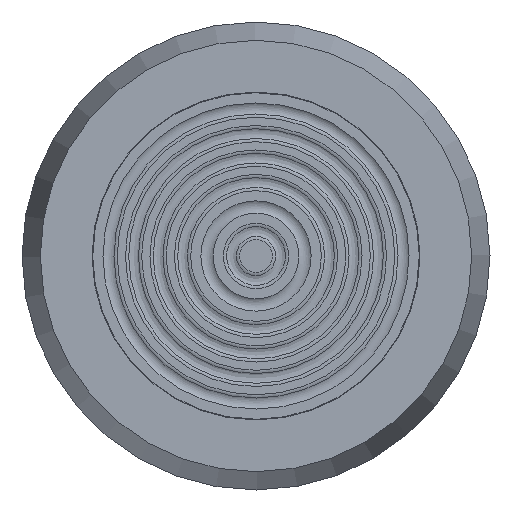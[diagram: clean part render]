
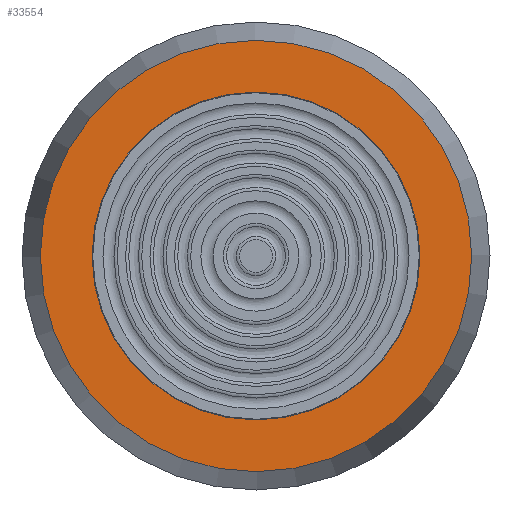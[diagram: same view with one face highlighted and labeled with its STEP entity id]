
A CAD part, left-side view. The second image highlights one B-rep face of the part: STEP entity #33554.
In plain terms, the highlighted planar face has unit normal (-1, 0, 0).
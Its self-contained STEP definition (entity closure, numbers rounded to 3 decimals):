
#832=FACE_BOUND('',#5595,.T.);
#1864=PLANE('',#35920);
#3645=FACE_OUTER_BOUND('',#5594,.T.);
#5594=EDGE_LOOP('',(#31352));
#5595=EDGE_LOOP('',(#31353));
#6408=CIRCLE('',#35911,24.);
#6413=CIRCLE('',#35921,31.571);
#16725=VERTEX_POINT('',#94664);
#16727=VERTEX_POINT('',#94677);
#21610=EDGE_CURVE('',#16725,#16725,#6408,.T.);
#21616=EDGE_CURVE('',#16727,#16727,#6413,.T.);
#31352=ORIENTED_EDGE('',*,*,#21616,.F.);
#31353=ORIENTED_EDGE('',*,*,#21610,.T.);
#33554=ADVANCED_FACE('',(#3645,#832),#1864,.T.);
#35911=AXIS2_PLACEMENT_3D('',#94665,#43488,#43489);
#35920=AXIS2_PLACEMENT_3D('',#94676,#43507,#43508);
#35921=AXIS2_PLACEMENT_3D('',#94678,#43509,#43510);
#43488=DIRECTION('center_axis',(1.,0.,0.));
#43489=DIRECTION('ref_axis',(0.,1.,0.));
#43507=DIRECTION('center_axis',(-1.,0.,0.));
#43508=DIRECTION('ref_axis',(0.,0.,1.));
#43509=DIRECTION('center_axis',(1.,0.,0.));
#43510=DIRECTION('ref_axis',(0.,0.,-1.));
#94664=CARTESIAN_POINT('',(-31.,-24.,0.));
#94665=CARTESIAN_POINT('Origin',(-31.,0.,0.));
#94676=CARTESIAN_POINT('Origin',(-31.,31.571,0.));
#94677=CARTESIAN_POINT('',(-31.,-31.571,0.));
#94678=CARTESIAN_POINT('Origin',(-31.,0.,0.));
